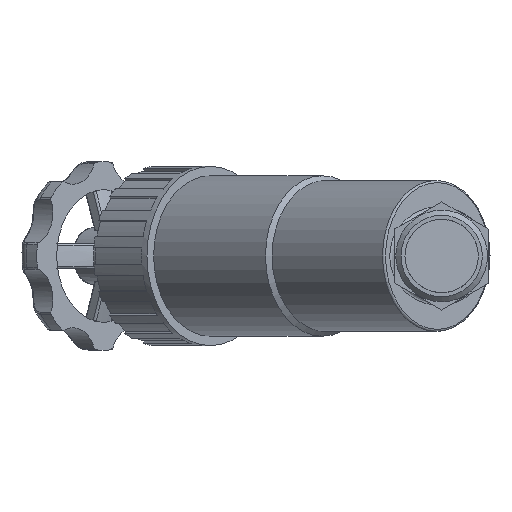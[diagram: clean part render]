
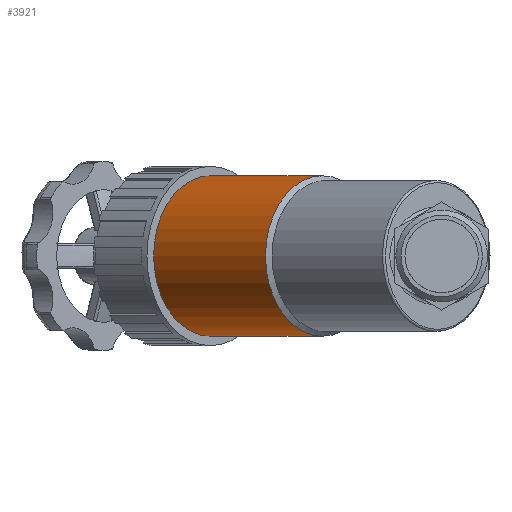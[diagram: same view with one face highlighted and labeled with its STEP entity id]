
A CAD part, left-side view. The second image highlights one B-rep face of the part: STEP entity #3921.
In plain terms, the highlighted cylindrical face has radius 23.141 mm (diameter 46.282 mm), a full revolution.
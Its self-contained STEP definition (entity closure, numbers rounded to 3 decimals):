
#754=CYLINDRICAL_SURFACE('',#4296,23.141);
#1016=FACE_BOUND('',#1454,.T.);
#1213=FACE_OUTER_BOUND('',#1453,.T.);
#1453=EDGE_LOOP('',(#3561));
#1454=EDGE_LOOP('',(#3562));
#1696=CIRCLE('',#4295,23.141);
#1697=CIRCLE('',#4297,23.141);
#2017=VERTEX_POINT('',#8460);
#2018=VERTEX_POINT('',#8463);
#2547=EDGE_CURVE('',#2017,#2017,#1696,.T.);
#2548=EDGE_CURVE('',#2018,#2018,#1697,.T.);
#3561=ORIENTED_EDGE('',*,*,#2547,.T.);
#3562=ORIENTED_EDGE('',*,*,#2548,.F.);
#3921=ADVANCED_FACE('',(#1213,#1016),#754,.T.);
#4295=AXIS2_PLACEMENT_3D('',#8461,#5218,#5219);
#4296=AXIS2_PLACEMENT_3D('',#8462,#5220,#5221);
#4297=AXIS2_PLACEMENT_3D('',#8464,#5222,#5223);
#5218=DIRECTION('center_axis',(0.707,0.707,0.));
#5219=DIRECTION('ref_axis',(0.707,-0.707,0.));
#5220=DIRECTION('center_axis',(0.707,0.707,0.));
#5221=DIRECTION('ref_axis',(-0.707,0.707,0.));
#5222=DIRECTION('center_axis',(0.707,0.707,0.));
#5223=DIRECTION('ref_axis',(0.707,-0.707,0.));
#8460=CARTESIAN_POINT('',(-5.805,50.781,0.));
#8461=CARTESIAN_POINT('Origin',(10.558,34.418,0.));
#8462=CARTESIAN_POINT('Origin',(26.681,50.541,0.));
#8463=CARTESIAN_POINT('',(26.44,83.027,0.));
#8464=CARTESIAN_POINT('Origin',(42.803,66.663,0.));
